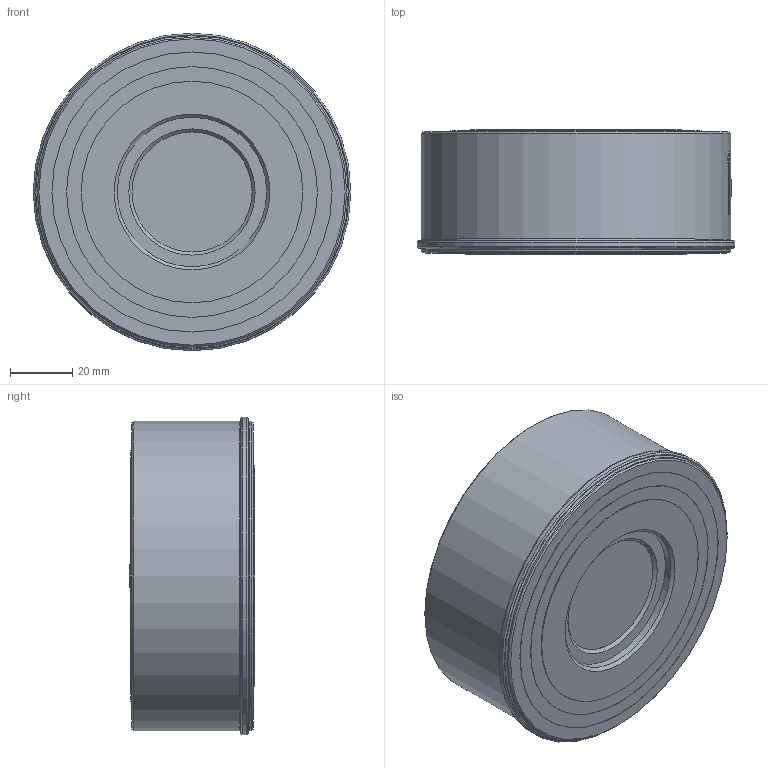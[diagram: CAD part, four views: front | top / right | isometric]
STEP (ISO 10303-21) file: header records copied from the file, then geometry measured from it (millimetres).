
FILE_DESCRIPTION(/* description */ (''),/* implementation_level */ '2;1');
FILE_NAME(/* name */ 'DN50_3D_STEP.stp',/* time_stamp */ '2025-08-30T19:12:20+03:00',/* author */ ('igorr'),/* organization */ (''),/* preprocessor_version */ 'ST-DEVELOPER v20',/* originating_system */ 'Autodesk Inventor 2025',/* authorisation */ '');
FILE_SCHEMA (('AUTOMOTIVE_DESIGN { 1 0 10303 214 3 1 1 }'));
Length unit declared in the file: millimetre
Products named in the file (1): Деталь
Bounding box: 102 x 40.26 x 102 mm (x, y, z)
Volume: 144812.9 mm3; surface area: 46334.3 mm2
Topology: 1 solids, 1 shells, 177 faces, 434 edges, 272 vertices
Faces by surface type: plane 68, cylinder 46, bspline 36, torus 22, cone 5
Full cylindrical faces by diameter (mm): 7.846 x1, 8.108 x1, 38.587 x1, 48 x1, 71.142 x2, 78.465 x1, 80.557 x2, 89.973 x2, 99.389 x2, 102.004 x1
Entity records: 8415 total; most frequent: CARTESIAN_POINT 4112, ORIENTED_EDGE 856, DIRECTION 822, EDGE_CURVE 428, AXIS2_PLACEMENT_3D 329, VERTEX_POINT 272, EDGE_LOOP 204, STYLED_ITEM 178
